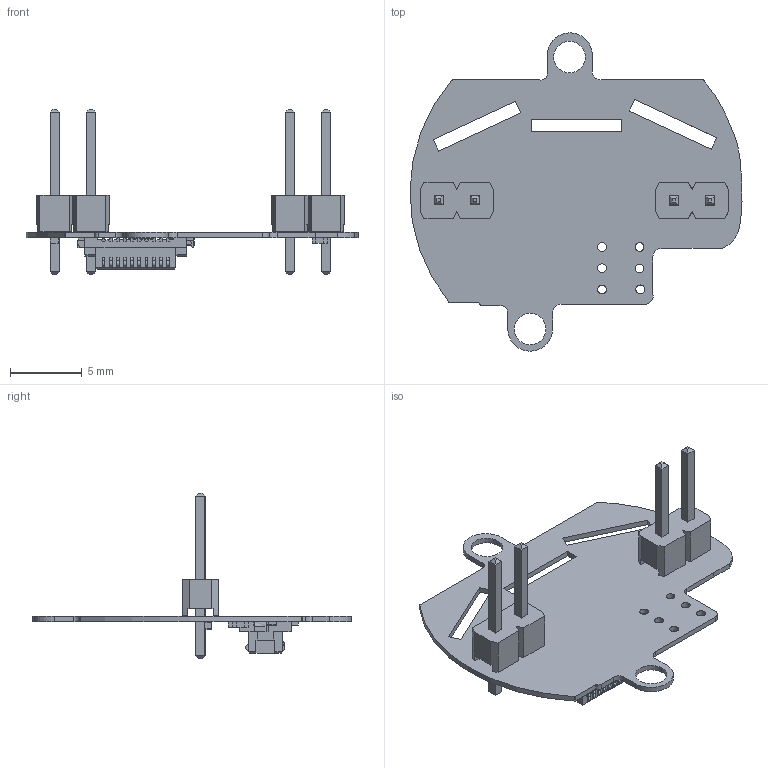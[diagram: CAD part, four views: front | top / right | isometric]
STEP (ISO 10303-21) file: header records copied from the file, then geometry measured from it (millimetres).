
FILE_DESCRIPTION(('Open CASCADE Model'),'2;1');
FILE_NAME('Open CASCADE Shape Model','2023-11-26T13:37:56',('Author'),( 'Open CASCADE'),'Open CASCADE STEP processor 7.5','Open CASCADE 7.5' ,'Unknown');
FILE_SCHEMA(('AUTOMOTIVE_DESIGN { 1 0 10303 214 1 1 1 1 }'));
Length unit declared in the file: millimetre
Products named in the file (22): Open CASCADE STEP translator 7.5 1; Open CASCADE STEP translator 7.5 2; Open CASCADE STEP translator 7.5 3; Open CASCADE STEP translator 7.5 4; Open CASCADE STEP translator 7.5 5; Open CASCADE STEP translator 7.5 6; Open CASCADE STEP translator 7.5 7; Open CASCADE STEP translator 7.5 8; Open CASCADE STEP translator 7.5 9; Open CASCADE STEP translator 7.5 10; Open CASCADE STEP translator 7.5 11; Open CASCADE STEP translator 7.5 12; Open CASCADE STEP translator 7.5 13; Open CASCADE STEP translator 7.5 14; Open CASCADE STEP translator 7.5 15; Open CASCADE STEP translator 7.5 16; Open CASCADE STEP translator 7.5 17; Open CASCADE STEP translator 7.5 18; Open CASCADE STEP translator 7.5 19; Open CASCADE STEP translator 7.5 20; Open CASCADE STEP translator 7.5 21; Open CASCADE STEP translator 7.5 22
Bounding box: 23.13 x 22.18 x 11.54 mm (x, y, z)
Volume: 223.4 mm3; surface area: 1098.8 mm2
Topology: 22 solids, 22 shells, 880 faces, 2473 edges, 1617 vertices
Faces by surface type: plane 759, cylinder 121
Full cylindrical faces by diameter (mm): 0.61 x6, 0.7 x1, 1.1 x4, 2.2 x2
Entity records: 28582 total; most frequent: CARTESIAN_POINT 4847, ORIENTED_EDGE 4780, DIRECTION 4396, EDGE_CURVE 2390, LINE 2146, VECTOR 2146, VERTEX_POINT 1576, AXIS2_PLACEMENT_3D 1125
